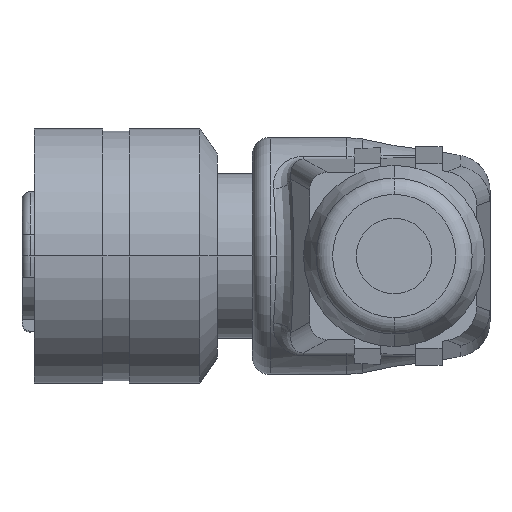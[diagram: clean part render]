
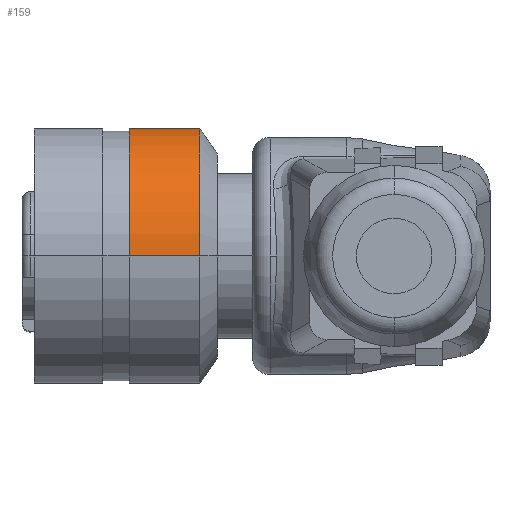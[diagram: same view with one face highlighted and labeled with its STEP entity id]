
A CAD part, front view. The second image highlights one B-rep face of the part: STEP entity #159.
In plain terms, the highlighted cylindrical face has radius 7.25 mm (diameter 14.5 mm), a partial arc.
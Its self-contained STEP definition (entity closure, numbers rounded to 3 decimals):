
#159=ADVANCED_FACE('',(#440),#441,.T.);
#440=FACE_OUTER_BOUND('',#851,.T.);
#441=CYLINDRICAL_SURFACE('',#852,7.25);
#851=EDGE_LOOP('',(#2330,#2331,#2332,#2333));
#852=AXIS2_PLACEMENT_3D('',#2334,#2335,#2336);
#2330=ORIENTED_EDGE('',*,*,#3470,.F.);
#2331=ORIENTED_EDGE('',*,*,#3471,.T.);
#2332=ORIENTED_EDGE('',*,*,#3472,.F.);
#2333=ORIENTED_EDGE('',*,*,#3473,.F.);
#2334=CARTESIAN_POINT('',(9.904,27.333,0.));
#2335=DIRECTION('',(1.0,0.,0.));
#2336=DIRECTION('',(0.,-1.0,0.));
#3470=EDGE_CURVE('',#3932,#3933,#3934,.T.);
#3471=EDGE_CURVE('',#3932,#3935,#3936,.T.);
#3472=EDGE_CURVE('',#3937,#3935,#3938,.T.);
#3473=EDGE_CURVE('',#3933,#3937,#3939,.T.);
#3932=VERTEX_POINT('',#4593);
#3933=VERTEX_POINT('',#4594);
#3934=LINE('',#4595,#4596);
#3935=VERTEX_POINT('',#4597);
#3936=CIRCLE('',#4598,7.25);
#3937=VERTEX_POINT('',#4599);
#3938=LINE('',#4600,#4601);
#3939=CIRCLE('',#4602,7.25);
#4593=CARTESIAN_POINT('',(19.304,20.083,0.));
#4594=CARTESIAN_POINT('',(15.304,20.083,0.));
#4595=CARTESIAN_POINT('',(17.304,20.083,0.));
#4596=VECTOR('',#6573,1.0);
#4597=CARTESIAN_POINT('',(19.304,34.583,0.));
#4598=AXIS2_PLACEMENT_3D('',#6574,#6575,#6576);
#4599=CARTESIAN_POINT('',(15.304,34.583,0.));
#4600=CARTESIAN_POINT('',(17.304,34.583,0.));
#4601=VECTOR('',#6577,1.0);
#4602=AXIS2_PLACEMENT_3D('',#6578,#6579,#6580);
#6573=DIRECTION('',(-1.0,0.,0.));
#6574=CARTESIAN_POINT('',(19.304,27.333,0.));
#6575=DIRECTION('',(-1.0,0.,0.));
#6576=DIRECTION('',(0.,-1.0,0.));
#6577=DIRECTION('',(1.0,0.,0.));
#6578=CARTESIAN_POINT('',(15.304,27.333,0.));
#6579=DIRECTION('',(-1.0,0.,0.));
#6580=DIRECTION('',(0.,1.0,0.));
